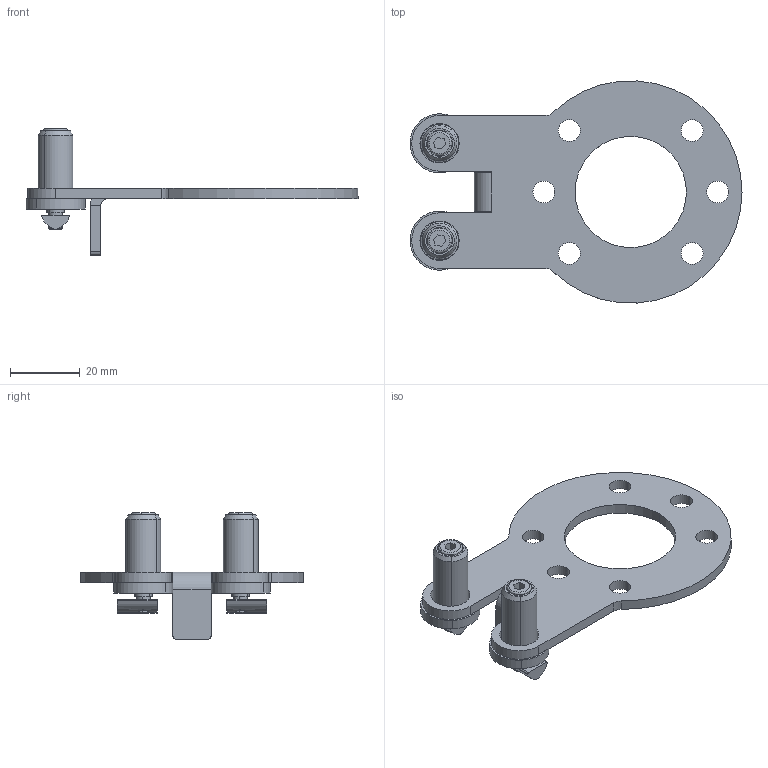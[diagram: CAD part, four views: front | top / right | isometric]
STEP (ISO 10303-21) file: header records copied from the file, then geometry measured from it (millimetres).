
FILE_DESCRIPTION (( 'STEP AP214' ), '1' );
FILE_NAME ('P1201.STEP', '2025-02-10T13:23:30', ( '' ), ( '' ), 'SwSTEP 2.0', 'SolidWorks 2024', '' );
FILE_SCHEMA (( 'AUTOMOTIVE_DESIGN' ));
Length unit declared in the file: millimetre
Products named in the file (1): P1201
Bounding box: 95.5 x 63.87 x 36.4 mm (x, y, z)
Volume: 15057.3 mm3; surface area: 13373.6 mm2
Topology: 7 solids, 7 shells, 151 faces, 363 edges, 234 vertices
Faces by surface type: cylinder 84, plane 51, torus 8, cone 8
Entity records: 4662 total; most frequent: CARTESIAN_POINT 893, DIRECTION 815, ORIENTED_EDGE 726, EDGE_CURVE 363, AXIS2_PLACEMENT_3D 324, VERTEX_POINT 234, EDGE_LOOP 185, CIRCLE 172
